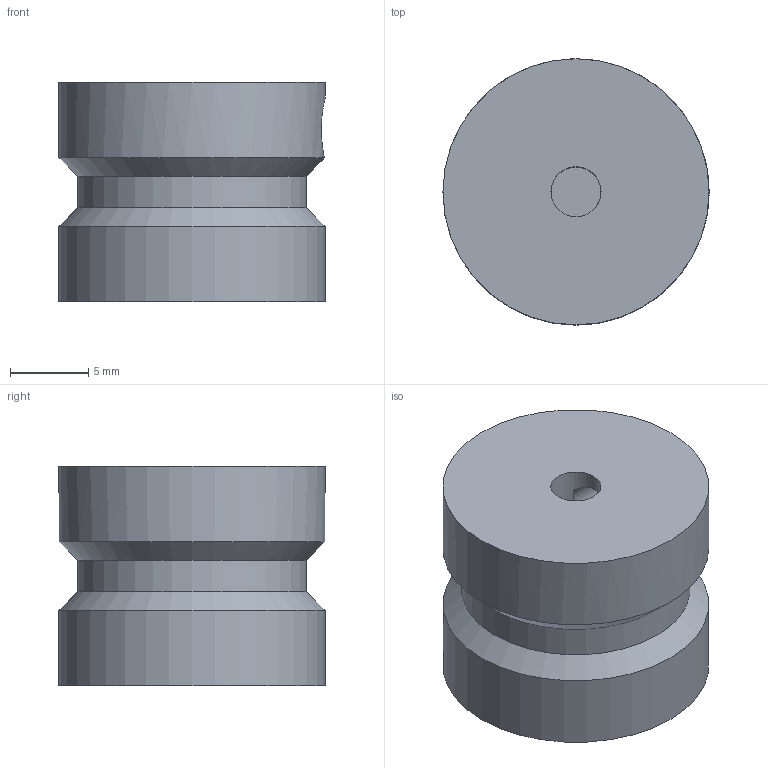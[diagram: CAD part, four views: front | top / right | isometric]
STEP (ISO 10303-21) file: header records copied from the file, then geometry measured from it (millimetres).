
FILE_DESCRIPTION(('FreeCAD Model'),'2;1');
FILE_NAME('llantaLego.step', '2016-10-16T19:56:12',('Author'),(''), 'Open CASCADE STEP processor 6.8','FreeCAD','Unknown');
FILE_SCHEMA(('AUTOMOTIVE_DESIGN_CC2 { 1 2 10303 214 -1 1 5 4 }'));
Length unit declared in the file: millimetre
Products named in the file (2): ASSEMBLY; Cut001
Assembly tree (1 placements, depth 2):
  ASSEMBLY
    Cut001
Bounding box: 17 x 17 x 14 mm (x, y, z)
Volume: 2809.5 mm3; surface area: 1407.7 mm2
Topology: 1 solids, 1 shells, 12 faces, 33 edges, 22 vertices
Faces by surface type: cylinder 5, plane 5, cone 2
Full cylindrical faces by diameter (mm): 3.2 x1, 4 x1, 14.62 x1, 17 x2
Entity records: 1682 total; most frequent: CARTESIAN_POINT 1030, DIRECTION 102, ORIENTED_EDGE 66, PCURVE 66, DEFINITIONAL_REPRESENTATION 66, LINE 44, VECTOR 44, B_SPLINE_CURVE_WITH_KNOTS 37
